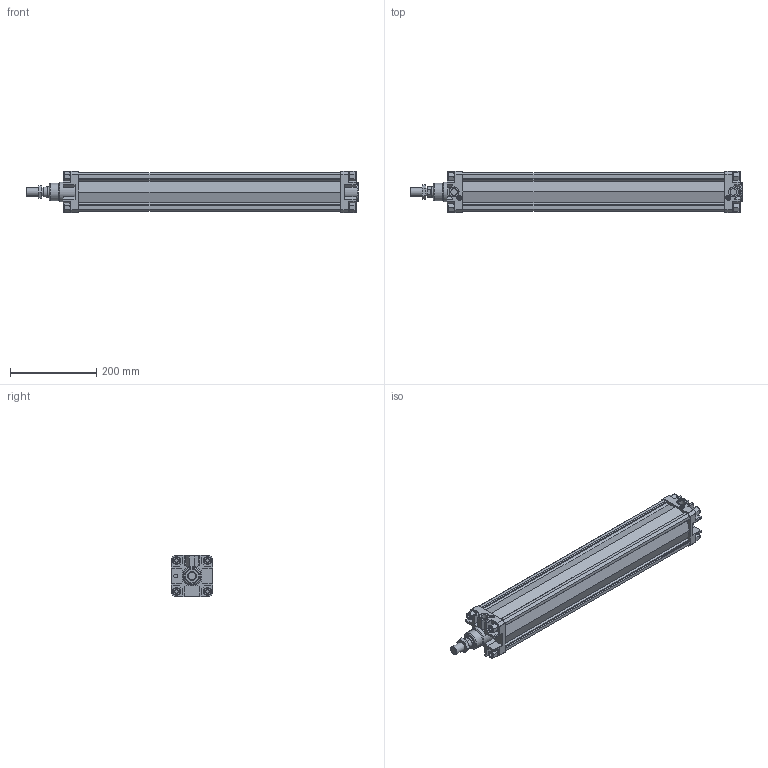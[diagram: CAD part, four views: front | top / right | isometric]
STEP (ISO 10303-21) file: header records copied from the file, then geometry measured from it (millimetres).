
FILE_DESCRIPTION( ( 'STEP AP214' ), '1' );
FILE_NAME( '1319.80.550.01.stp', '2021-10-27T14:06:24', ( 'License CC BY-ND 4.0' ), ( 'CADENAS' ), ' ', 'PARTsolutions', ' ' );
FILE_SCHEMA( ( 'AUTOMOTIVE_DESIGN { 1 0 10303 214 1 1 1 1 }' ) );
Length unit declared in the file: millimetre
Products named in the file (8): 1319.80.550.01; _1319.80.550.01-dummy; _80_testata_anteriore_00; _80_camicia. MSC 5508282 FPM; _80_testata_posteriore_00; _80_stelo_550 FPM; _1320.80.18F; _CIM80/9
Assembly tree (14 placements, depth 2):
  1319.80.550.01
    _1319.80.550.01-dummy
    _80_testata_anteriore_00
    _80_camicia. MSC 5508282 FPM
    _80_testata_posteriore_00
    _80_stelo_550 FPM
    _1320.80.18F
    _CIM80/9  x8
Bounding box: 768 x 95 x 95 mm (x, y, z)
Volume: 2016790.9 mm3; surface area: 656768.8 mm2
Topology: 13 solids, 15 shells, 819 faces, 2004 edges, 1321 vertices
Faces by surface type: plane 467, cylinder 296, cone 54, torus 2
Full cylindrical faces by diameter (mm): 5.31 x1, 5.5 x2, 6.7 x2, 6.8 x2, 8.2 x16, 8.376 x20, 9 x2, 10 x24, 11.5 x2, 14.95 x2, 16.7 x16, 17.2 x8, 18.376 x1, 18.5 x1, 20 x1, 23 x2, 24 x1, 25 x1, 26 x1, 35 x1, 40 x1, 45 x2, 73.9 x1, 74.4 x1, 80 x1, 81.4 x1
Entity records: 24531 total; most frequent: CARTESIAN_POINT 3588, DIRECTION 3343, ORIENTED_EDGE 3124, EDGE_CURVE 1562, AXIS2_PLACEMENT_3D 1173, VERTEX_POINT 1073, LINE 997, VECTOR 997
